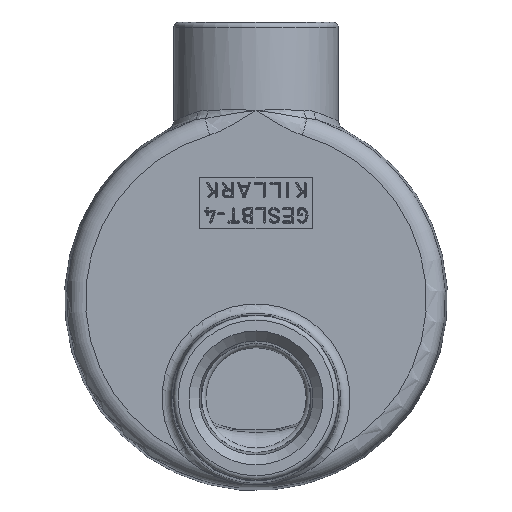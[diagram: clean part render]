
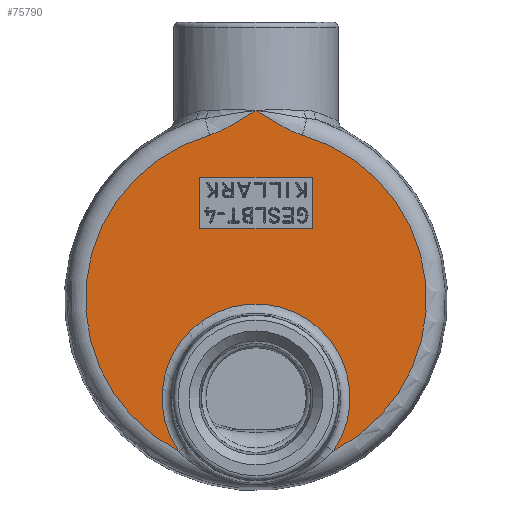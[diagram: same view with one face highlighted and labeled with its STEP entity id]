
A CAD part, front view. The second image highlights one B-rep face of the part: STEP entity #75790.
In plain terms, the highlighted planar face has unit normal (0, -1, 0).
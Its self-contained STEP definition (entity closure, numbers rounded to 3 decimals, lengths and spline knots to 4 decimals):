
#2384=B_SPLINE_CURVE_WITH_KNOTS('',3,(#108414,#108415,#108416,#108417,#108418,
#108419,#108420,#108421),.UNSPECIFIED.,.F.,.F.,(4,2,1,1,4),(-0.0022,
0.,0.7101,1.0651,1.7752),.UNSPECIFIED.);
#2699=B_SPLINE_CURVE_WITH_KNOTS('',3,(#116218,#116219,#116220,#116221,#116222),
 .UNSPECIFIED.,.F.,.F.,(4,1,4),(4.4821,5.2439,6.2595),
 .UNSPECIFIED.);
#4788=FACE_BOUND('',#28874,.T.);
#5230=PLANE('',#79671);
#8388=LINE('',#116164,#16458);
#8391=LINE('',#116169,#16461);
#8393=LINE('',#116173,#16463);
#8395=LINE('',#116176,#16465);
#16458=VECTOR('',#83703,0.3937);
#16461=VECTOR('',#83708,0.3937);
#16463=VECTOR('',#83712,0.3937);
#16465=VECTOR('',#83716,0.3937);
#24593=FACE_OUTER_BOUND('',#28873,.T.);
#28873=EDGE_LOOP('',(#56063,#56064,#56065,#56066,#56067));
#28874=EDGE_LOOP('',(#56068,#56069,#56070,#56071));
#32786=CIRCLE('',#79521,1.2505);
#32787=CIRCLE('',#79523,2.2673);
#32791=CIRCLE('',#79527,2.2673);
#33801=VERTEX_POINT('',#107414);
#33839=VERTEX_POINT('',#107919);
#33840=VERTEX_POINT('',#107921);
#33841=VERTEX_POINT('',#107937);
#33846=VERTEX_POINT('',#107953);
#34298=VERTEX_POINT('',#116162);
#34299=VERTEX_POINT('',#116163);
#34300=VERTEX_POINT('',#116168);
#34301=VERTEX_POINT('',#116172);
#41900=EDGE_CURVE('',#33840,#33839,#32786,.T.);
#41901=EDGE_CURVE('',#33839,#33841,#32787,.T.);
#41907=EDGE_CURVE('',#33846,#33840,#32791,.T.);
#41928=EDGE_CURVE('',#33801,#33846,#2384,.T.);
#42593=EDGE_CURVE('',#34298,#34299,#8388,.T.);
#42596=EDGE_CURVE('',#34300,#34298,#8391,.T.);
#42598=EDGE_CURVE('',#34301,#34300,#8393,.T.);
#42600=EDGE_CURVE('',#34299,#34301,#8395,.T.);
#42619=EDGE_CURVE('',#33841,#33801,#2699,.T.);
#56063=ORIENTED_EDGE('',*,*,#41900,.F.);
#56064=ORIENTED_EDGE('',*,*,#41907,.F.);
#56065=ORIENTED_EDGE('',*,*,#41928,.F.);
#56066=ORIENTED_EDGE('',*,*,#42619,.F.);
#56067=ORIENTED_EDGE('',*,*,#41901,.F.);
#56068=ORIENTED_EDGE('',*,*,#42593,.T.);
#56069=ORIENTED_EDGE('',*,*,#42600,.T.);
#56070=ORIENTED_EDGE('',*,*,#42598,.T.);
#56071=ORIENTED_EDGE('',*,*,#42596,.T.);
#75790=ADVANCED_FACE('',(#24593,#4788),#5230,.T.);
#79521=AXIS2_PLACEMENT_3D('',#107935,#83107,#83108);
#79523=AXIS2_PLACEMENT_3D('',#107938,#83111,#83112);
#79527=AXIS2_PLACEMENT_3D('',#107955,#83119,#83120);
#79671=AXIS2_PLACEMENT_3D('',#116217,#83769,#83770);
#83107=DIRECTION('center_axis',(0.,-1.,0.));
#83108=DIRECTION('ref_axis',(0.,0.,
1.));
#83111=DIRECTION('center_axis',(0.,1.,0.));
#83112=DIRECTION('ref_axis',(0.,0.,
-1.));
#83119=DIRECTION('center_axis',(0.,1.,0.));
#83120=DIRECTION('ref_axis',(0.,0.,
-1.));
#83703=DIRECTION('',(-1.,0.,0.));
#83708=DIRECTION('',(0.,0.,-1.));
#83712=DIRECTION('',(1.,0.,0.));
#83716=DIRECTION('',(0.,0.,1.));
#83769=DIRECTION('center_axis',(0.,-1.,0.));
#83770=DIRECTION('ref_axis',(0.,0.,-1.));
#107414=CARTESIAN_POINT('',(0.,-1.0938,2.5087));
#107919=CARTESIAN_POINT('',(-1.0319,-1.0938,-2.0188));
#107921=CARTESIAN_POINT('',(1.0319,-1.0938,-2.0188));
#107935=CARTESIAN_POINT('Origin',(0.,-1.0938,-1.3125));
#107937=CARTESIAN_POINT('',(-0.6172,-1.0938,2.1816));
#107938=CARTESIAN_POINT('Origin',(0.,-1.0938,0.));
#107953=CARTESIAN_POINT('',(0.6172,-1.0938,2.1816));
#107955=CARTESIAN_POINT('Origin',(0.,-1.0938,0.));
#108414=CARTESIAN_POINT('Ctrl Pts',(0.,-1.0938,2.5087));
#108415=CARTESIAN_POINT('Ctrl Pts',(0.0002,-1.0938,2.5085));
#108416=CARTESIAN_POINT('Ctrl Pts',(0.0005,-1.0938,2.5084));
#108417=CARTESIAN_POINT('Ctrl Pts',(0.0826,-1.0938,
2.4637));
#108418=CARTESIAN_POINT('Ctrl Pts',(0.2013,-1.0938,2.3893));
#108419=CARTESIAN_POINT('Ctrl Pts',(0.4005,-1.0938,2.2694));
#108420=CARTESIAN_POINT('Ctrl Pts',(0.5276,-1.0938,2.207));
#108421=CARTESIAN_POINT('Ctrl Pts',(0.6172,-1.0938,2.1816));
#116162=CARTESIAN_POINT('',(0.75,-1.0938,0.9375));
#116163=CARTESIAN_POINT('',(-0.75,-1.0938,0.9375));
#116164=CARTESIAN_POINT('',(0.375,-1.0938,0.9375));
#116168=CARTESIAN_POINT('',(0.75,-1.0938,1.625));
#116169=CARTESIAN_POINT('',(0.75,-1.0938,0.8125));
#116172=CARTESIAN_POINT('',(-0.75,-1.0938,1.625));
#116173=CARTESIAN_POINT('',(-0.375,-1.0938,1.625));
#116176=CARTESIAN_POINT('',(-0.75,-1.0938,0.4688));
#116217=CARTESIAN_POINT('Origin',(0.,-1.0938,0.));
#116218=CARTESIAN_POINT('Ctrl Pts',(-0.6172,-1.0938,2.1816));
#116219=CARTESIAN_POINT('Ctrl Pts',(-0.5207,-1.0938,2.2092));
#116220=CARTESIAN_POINT('Ctrl Pts',(-0.3108,-1.0938,2.3154));
#116221=CARTESIAN_POINT('Ctrl Pts',(-0.1175,-1.0938,2.4451));
#116222=CARTESIAN_POINT('Ctrl Pts',(0.,-1.0938,2.5087));
